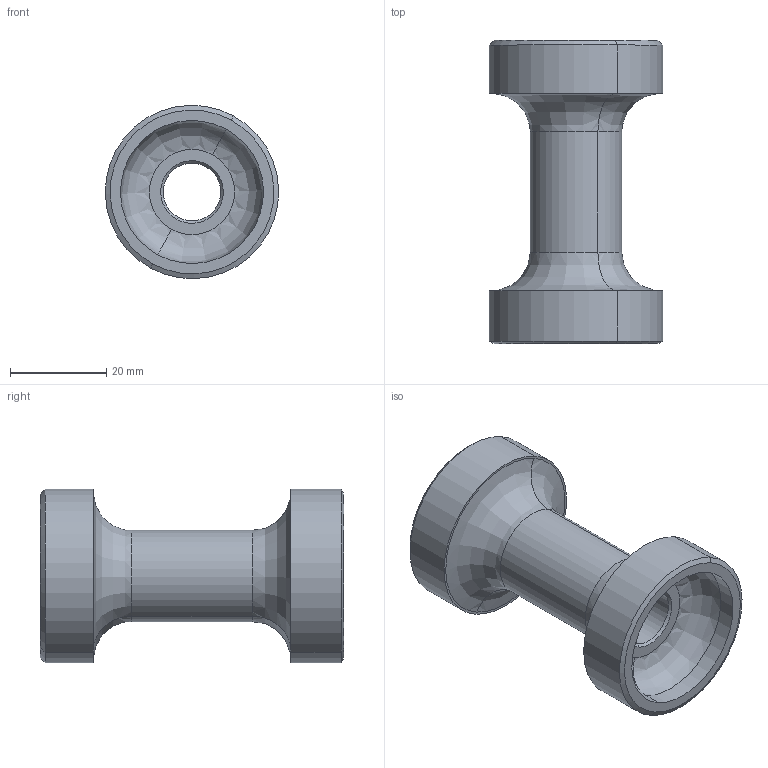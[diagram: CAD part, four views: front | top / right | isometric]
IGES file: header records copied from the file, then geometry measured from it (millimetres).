
Start section: START RECORD GO HERE.
Global section: file name: axe-roue-droite.igs; native system: IBM CATIA IGES - CATIA Version 5 Release 19 ; preprocessor: CATIA Version 5 Release 19 ; author: Didier; organization: Didier-HP; date: 20180508.192843; units: millimetre
Bounding box: 35.99 x 63 x 35.99 mm (x, y, z)
Surface area: 10658.3 mm2 (no closed solid volume)
Topology: 0 solids, 0 shells, 34 faces, 136 edges, 136 vertices
Faces by surface type: revolution 28, plane 6
